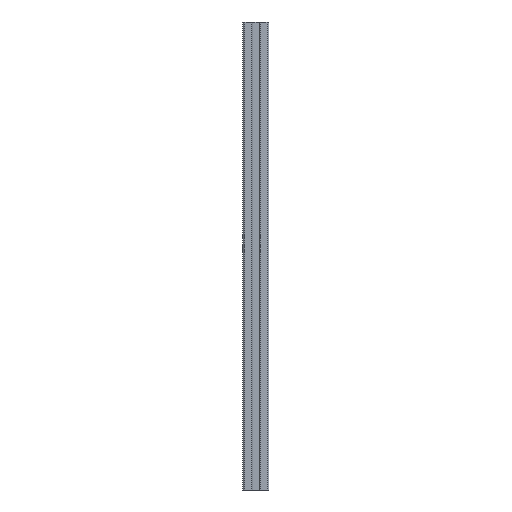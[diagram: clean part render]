
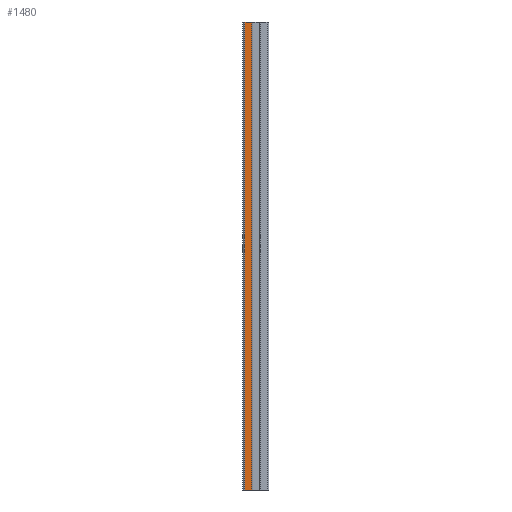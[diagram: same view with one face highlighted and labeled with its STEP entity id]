
A CAD part, left-side view. The second image highlights one B-rep face of the part: STEP entity #1480.
In plain terms, the highlighted planar face has unit normal (-1, 0, 0).
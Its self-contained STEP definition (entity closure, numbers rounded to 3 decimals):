
#258 = LINE ( 'NONE', #3121, #3273 ) ;
#263 = LINE ( 'NONE', #1665, #2317 ) ;
#353 = CARTESIAN_POINT ( 'NONE',  ( -10., 3.138, -180. ) ) ;
#405 = CARTESIAN_POINT ( 'NONE',  ( -10., 3.138, 180. ) ) ;
#503 = CARTESIAN_POINT ( 'NONE',  ( -10., 8.5, 180. ) ) ;
#632 = AXIS2_PLACEMENT_3D ( 'NONE', #405, #2592, #3464 ) ;
#690 = FACE_OUTER_BOUND ( 'NONE', #1779, .T. ) ;
#716 = VERTEX_POINT ( 'NONE', #353 ) ;
#874 = VERTEX_POINT ( 'NONE', #2466 ) ;
#1093 = EDGE_CURVE ( 'NONE', #874, #1951, #3359, .T. ) ;
#1234 = ORIENTED_EDGE ( 'NONE', *, *, #2520, .F. ) ;
#1383 = CARTESIAN_POINT ( 'NONE',  ( -10., 3.138, -180. ) ) ;
#1398 = VERTEX_POINT ( 'NONE', #2399 ) ;
#1480 = ADVANCED_FACE ( 'NONE', ( #690 ), #1821, .F. ) ;
#1665 = CARTESIAN_POINT ( 'NONE',  ( -10., 3.138, 180. ) ) ;
#1774 = EDGE_CURVE ( 'NONE', #1398, #716, #258, .T. ) ;
#1779 = EDGE_LOOP ( 'NONE', ( #3078, #3021, #1234, #3215 ) ) ;
#1821 = PLANE ( 'NONE',  #632 ) ;
#1951 = VERTEX_POINT ( 'NONE', #2746 ) ;
#2299 = DIRECTION ( 'NONE',  ( 0., -1., 0. ) ) ;
#2317 = VECTOR ( 'NONE', #2299, 1000. ) ;
#2399 = CARTESIAN_POINT ( 'NONE',  ( -10., 3.138, 180. ) ) ;
#2466 = CARTESIAN_POINT ( 'NONE',  ( -10., 8.5, 180. ) ) ;
#2520 = EDGE_CURVE ( 'NONE', #874, #1398, #263, .T. ) ;
#2592 = DIRECTION ( 'NONE',  ( 1., 0., 0. ) ) ;
#2746 = CARTESIAN_POINT ( 'NONE',  ( -10., 8.5, -180. ) ) ;
#2825 = DIRECTION ( 'NONE',  ( 0., -1., 0. ) ) ;
#2953 = EDGE_CURVE ( 'NONE', #1951, #716, #3367, .T. ) ;
#2985 = VECTOR ( 'NONE', #3660, 1000. ) ;
#3021 = ORIENTED_EDGE ( 'NONE', *, *, #1774, .F. ) ;
#3078 = ORIENTED_EDGE ( 'NONE', *, *, #2953, .T. ) ;
#3121 = CARTESIAN_POINT ( 'NONE',  ( -10., 3.138, 180. ) ) ;
#3215 = ORIENTED_EDGE ( 'NONE', *, *, #1093, .T. ) ;
#3273 = VECTOR ( 'NONE', #3381, 1000. ) ;
#3359 = LINE ( 'NONE', #503, #2985 ) ;
#3367 = LINE ( 'NONE', #1383, #3699 ) ;
#3381 = DIRECTION ( 'NONE',  ( 0., 0., -1. ) ) ;
#3464 = DIRECTION ( 'NONE',  ( 0., 0., -1. ) ) ;
#3660 = DIRECTION ( 'NONE',  ( 0., 0., -1. ) ) ;
#3699 = VECTOR ( 'NONE', #2825, 1000. ) ;
